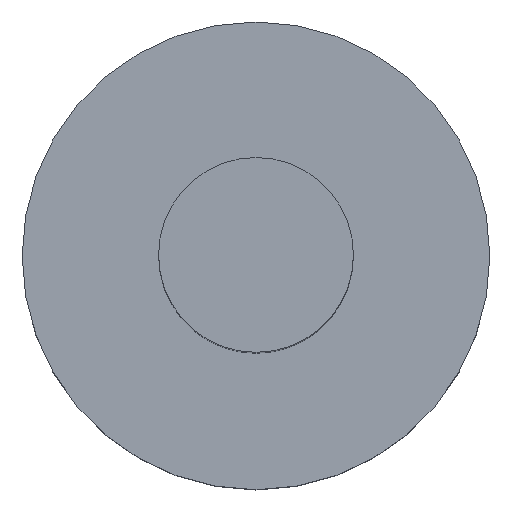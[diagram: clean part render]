
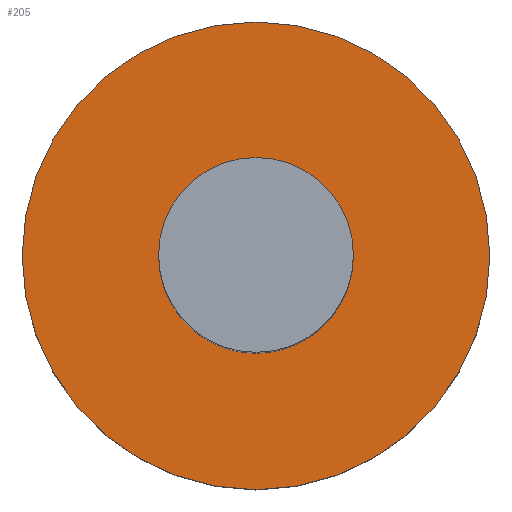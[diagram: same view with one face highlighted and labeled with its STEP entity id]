
A CAD part, top view. The second image highlights one B-rep face of the part: STEP entity #205.
In plain terms, the highlighted planar face has unit normal (0, 0, 1).
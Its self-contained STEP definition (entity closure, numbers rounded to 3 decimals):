
#11 = DIRECTION ( 'NONE',  ( 0., 0., 1. ) ) ;
#16 = AXIS2_PLACEMENT_3D ( 'NONE', #112, #18, #165 ) ;
#18 = DIRECTION ( 'NONE',  ( 0., 0., 1. ) ) ;
#23 = EDGE_LOOP ( 'NONE', ( #134, #153 ) ) ;
#31 = CARTESIAN_POINT ( 'NONE',  ( 19.05, 0., -44.45 ) ) ;
#35 = EDGE_CURVE ( 'NONE', #42, #178, #191, .T. ) ;
#42 = VERTEX_POINT ( 'NONE', #31 ) ;
#44 = VERTEX_POINT ( 'NONE', #248 ) ;
#54 = CARTESIAN_POINT ( 'NONE',  ( 0., 0., -44.45 ) ) ;
#61 = EDGE_LOOP ( 'NONE', ( #238, #124 ) ) ;
#64 = FACE_OUTER_BOUND ( 'NONE', #61, .T. ) ;
#69 = CIRCLE ( 'NONE', #16, 7.938 ) ;
#70 = AXIS2_PLACEMENT_3D ( 'NONE', #148, #95, #181 ) ;
#74 = DIRECTION ( 'NONE',  ( 0., 0., 1. ) ) ;
#78 = CIRCLE ( 'NONE', #70, 19.05 ) ;
#83 = AXIS2_PLACEMENT_3D ( 'NONE', #54, #74, #166 ) ;
#93 = AXIS2_PLACEMENT_3D ( 'NONE', #228, #96, #229 ) ;
#95 = DIRECTION ( 'NONE',  ( 0., 0., 1. ) ) ;
#96 = DIRECTION ( 'NONE',  ( 0., 0., -1. ) ) ;
#102 = VERTEX_POINT ( 'NONE', #104 ) ;
#104 = CARTESIAN_POINT ( 'NONE',  ( -7.938, 0., -44.45 ) ) ;
#109 = CARTESIAN_POINT ( 'NONE',  ( -19.05, 0., -44.45 ) ) ;
#112 = CARTESIAN_POINT ( 'NONE',  ( 0., 0., -44.45 ) ) ;
#116 = EDGE_CURVE ( 'NONE', #102, #44, #170, .T. ) ;
#122 = CARTESIAN_POINT ( 'NONE',  ( 0., 0., -44.45 ) ) ;
#124 = ORIENTED_EDGE ( 'NONE', *, *, #152, .T. ) ;
#134 = ORIENTED_EDGE ( 'NONE', *, *, #195, .F. ) ;
#144 = FACE_BOUND ( 'NONE', #23, .T. ) ;
#148 = CARTESIAN_POINT ( 'NONE',  ( 0., 0., -44.45 ) ) ;
#152 = EDGE_CURVE ( 'NONE', #178, #42, #78, .T. ) ;
#153 = ORIENTED_EDGE ( 'NONE', *, *, #116, .F. ) ;
#165 = DIRECTION ( 'NONE',  ( 1., 0., 0. ) ) ;
#166 = DIRECTION ( 'NONE',  ( 1., 0., 0. ) ) ;
#170 = CIRCLE ( 'NONE', #83, 7.938 ) ;
#173 = AXIS2_PLACEMENT_3D ( 'NONE', #122, #11, #242 ) ;
#178 = VERTEX_POINT ( 'NONE', #109 ) ;
#181 = DIRECTION ( 'NONE',  ( 1., 0., 0. ) ) ;
#191 = CIRCLE ( 'NONE', #173, 19.05 ) ;
#195 = EDGE_CURVE ( 'NONE', #44, #102, #69, .T. ) ;
#205 = ADVANCED_FACE ( 'NONE', ( #144, #64 ), #252, .F. ) ;
#228 = CARTESIAN_POINT ( 'NONE',  ( 0., 7.938, -44.45 ) ) ;
#229 = DIRECTION ( 'NONE',  ( -1., 0., 0. ) ) ;
#238 = ORIENTED_EDGE ( 'NONE', *, *, #35, .T. ) ;
#242 = DIRECTION ( 'NONE',  ( 1., 0., 0. ) ) ;
#248 = CARTESIAN_POINT ( 'NONE',  ( 7.938, 0., -44.45 ) ) ;
#252 = PLANE ( 'NONE',  #93 ) ;
